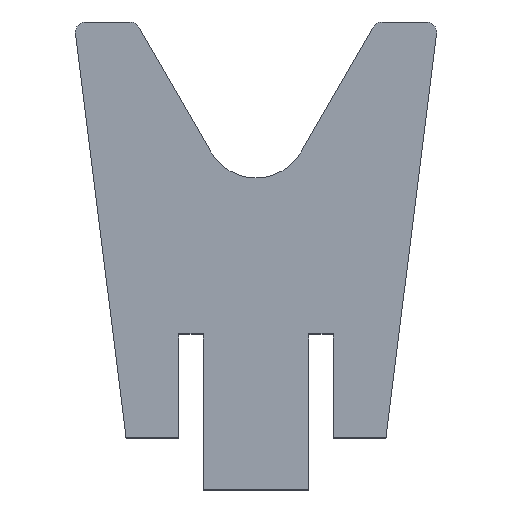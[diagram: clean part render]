
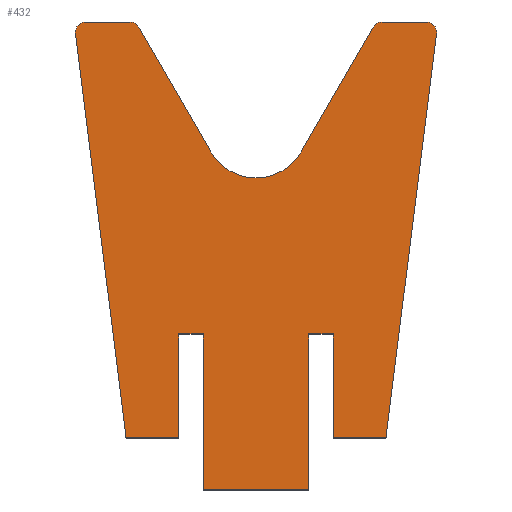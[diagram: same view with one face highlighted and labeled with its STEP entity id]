
A CAD part, top view. The second image highlights one B-rep face of the part: STEP entity #432.
In plain terms, the highlighted planar face has unit normal (0, 0, 1).
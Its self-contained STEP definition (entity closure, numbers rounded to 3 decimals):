
#16=CIRCLE('',#455,10.);
#17=CIRCLE('',#458,2.);
#22=CIRCLE('',#466,2.);
#23=CIRCLE('',#469,2.);
#24=CIRCLE('',#472,2.);
#51=FACE_OUTER_BOUND('',#73,.T.);
#73=EDGE_LOOP('',(#374,#375,#376,#377,#378,#379,#380,#381,#382,#383,#384,
#385,#386,#387,#388,#389,#390,#391,#392,#393));
#76=LINE('',#603,#126);
#80=LINE('',#610,#130);
#83=LINE('',#618,#133);
#87=LINE('',#625,#137);
#90=LINE('',#633,#140);
#92=LINE('',#636,#142);
#98=LINE('',#652,#148);
#103=LINE('',#667,#153);
#112=LINE('',#690,#162);
#116=LINE('',#700,#166);
#118=LINE('',#706,#168);
#119=LINE('',#708,#169);
#120=LINE('',#710,#170);
#121=LINE('',#713,#171);
#123=LINE('',#716,#173);
#126=VECTOR('',#485,10.);
#130=VECTOR('',#491,10.);
#133=VECTOR('',#496,10.);
#137=VECTOR('',#502,10.);
#140=VECTOR('',#507,10.);
#142=VECTOR('',#511,10.);
#148=VECTOR('',#525,10.);
#153=VECTOR('',#538,10.);
#162=VECTOR('',#561,10.);
#166=VECTOR('',#571,10.);
#168=VECTOR('',#579,10.);
#169=VECTOR('',#582,10.);
#170=VECTOR('',#585,10.);
#171=VECTOR('',#588,10.);
#173=VECTOR('',#592,10.);
#176=VERTEX_POINT('',#600);
#177=VERTEX_POINT('',#602);
#179=VERTEX_POINT('',#608);
#182=VERTEX_POINT('',#615);
#183=VERTEX_POINT('',#617);
#185=VERTEX_POINT('',#623);
#188=VERTEX_POINT('',#630);
#189=VERTEX_POINT('',#632);
#192=VERTEX_POINT('',#642);
#193=VERTEX_POINT('',#644);
#195=VERTEX_POINT('',#650);
#196=VERTEX_POINT('',#654);
#197=VERTEX_POINT('',#655);
#201=VERTEX_POINT('',#665);
#208=VERTEX_POINT('',#686);
#209=VERTEX_POINT('',#692);
#210=VERTEX_POINT('',#693);
#211=VERTEX_POINT('',#698);
#212=VERTEX_POINT('',#702);
#213=VERTEX_POINT('',#712);
#216=EDGE_CURVE('',#176,#177,#76,.T.);
#220=EDGE_CURVE('',#176,#179,#80,.T.);
#223=EDGE_CURVE('',#182,#183,#83,.T.);
#227=EDGE_CURVE('',#185,#179,#87,.T.);
#230=EDGE_CURVE('',#188,#189,#90,.T.);
#232=EDGE_CURVE('',#188,#183,#92,.T.);
#236=EDGE_CURVE('',#192,#193,#16,.T.);
#240=EDGE_CURVE('',#192,#195,#98,.T.);
#241=EDGE_CURVE('',#196,#197,#17,.T.);
#247=EDGE_CURVE('',#196,#201,#103,.T.);
#258=EDGE_CURVE('',#208,#201,#22,.T.);
#260=EDGE_CURVE('',#208,#193,#112,.T.);
#261=EDGE_CURVE('',#209,#210,#23,.T.);
#265=EDGE_CURVE('',#209,#211,#116,.T.);
#266=EDGE_CURVE('',#212,#195,#24,.T.);
#268=EDGE_CURVE('',#177,#182,#118,.T.);
#269=EDGE_CURVE('',#211,#189,#119,.T.);
#270=EDGE_CURVE('',#212,#210,#120,.T.);
#271=EDGE_CURVE('',#213,#197,#121,.T.);
#273=EDGE_CURVE('',#213,#185,#123,.T.);
#374=ORIENTED_EDGE('',*,*,#241,.F.);
#375=ORIENTED_EDGE('',*,*,#247,.T.);
#376=ORIENTED_EDGE('',*,*,#258,.F.);
#377=ORIENTED_EDGE('',*,*,#260,.T.);
#378=ORIENTED_EDGE('',*,*,#236,.F.);
#379=ORIENTED_EDGE('',*,*,#240,.T.);
#380=ORIENTED_EDGE('',*,*,#266,.F.);
#381=ORIENTED_EDGE('',*,*,#270,.T.);
#382=ORIENTED_EDGE('',*,*,#261,.F.);
#383=ORIENTED_EDGE('',*,*,#265,.T.);
#384=ORIENTED_EDGE('',*,*,#269,.T.);
#385=ORIENTED_EDGE('',*,*,#230,.F.);
#386=ORIENTED_EDGE('',*,*,#232,.T.);
#387=ORIENTED_EDGE('',*,*,#223,.F.);
#388=ORIENTED_EDGE('',*,*,#268,.F.);
#389=ORIENTED_EDGE('',*,*,#216,.F.);
#390=ORIENTED_EDGE('',*,*,#220,.T.);
#391=ORIENTED_EDGE('',*,*,#227,.F.);
#392=ORIENTED_EDGE('',*,*,#273,.F.);
#393=ORIENTED_EDGE('',*,*,#271,.T.);
#410=PLANE('',#478);
#432=ADVANCED_FACE('',(#51),#410,.T.);
#455=AXIS2_PLACEMENT_3D('',#645,#518,#519);
#458=AXIS2_PLACEMENT_3D('',#656,#528,#529);
#466=AXIS2_PLACEMENT_3D('',#687,#556,#557);
#469=AXIS2_PLACEMENT_3D('',#694,#564,#565);
#472=AXIS2_PLACEMENT_3D('',#703,#574,#575);
#478=AXIS2_PLACEMENT_3D('',#717,#593,#594);
#485=DIRECTION('',(0.,-1.,0.));
#491=DIRECTION('',(1.,0.,0.));
#496=DIRECTION('',(0.,1.,0.));
#502=DIRECTION('',(0.,1.,0.));
#507=DIRECTION('',(0.,-1.,0.));
#511=DIRECTION('',(1.,0.,0.));
#518=DIRECTION('center_axis',(0.,0.,1.));
#519=DIRECTION('ref_axis',(0.,-1.,0.));
#525=DIRECTION('',(-0.5,0.866,0.));
#528=DIRECTION('center_axis',(0.,0.,-1.));
#529=DIRECTION('ref_axis',(0.75,0.662,0.));
#538=DIRECTION('',(-1.,0.,0.));
#556=DIRECTION('center_axis',(0.,0.,-1.));
#557=DIRECTION('ref_axis',(-0.5,0.866,0.));
#561=DIRECTION('',(-0.5,-0.866,0.));
#564=DIRECTION('center_axis',(0.,0.,-1.));
#565=DIRECTION('ref_axis',(-0.75,0.662,0.));
#571=DIRECTION('',(0.124,-0.992,0.));
#574=DIRECTION('center_axis',(0.,0.,-1.));
#575=DIRECTION('ref_axis',(0.5,0.866,0.));
#579=DIRECTION('',(-1.,0.,0.));
#582=DIRECTION('',(1.,0.,0.));
#585=DIRECTION('',(-1.,0.,0.));
#588=DIRECTION('',(0.124,0.992,0.));
#592=DIRECTION('',(-1.,0.,0.));
#593=DIRECTION('center_axis',(0.,0.,1.));
#594=DIRECTION('ref_axis',(1.,0.,0.));
#600=CARTESIAN_POINT('',(110.15,20.,5.));
#602=CARTESIAN_POINT('',(110.15,-10.,5.));
#603=CARTESIAN_POINT('',(110.15,-10.,5.));
#608=CARTESIAN_POINT('',(114.85,20.,5.));
#610=CARTESIAN_POINT('',(115.,20.,5.));
#615=CARTESIAN_POINT('',(89.85,-10.,5.));
#617=CARTESIAN_POINT('',(89.85,20.,5.));
#618=CARTESIAN_POINT('',(89.85,20.,5.));
#623=CARTESIAN_POINT('',(114.85,0.,5.));
#625=CARTESIAN_POINT('',(114.85,0.,5.));
#630=CARTESIAN_POINT('',(85.15,20.,5.));
#632=CARTESIAN_POINT('',(85.15,0.,5.));
#633=CARTESIAN_POINT('',(85.15,0.,5.));
#636=CARTESIAN_POINT('',(85.,20.,5.));
#642=CARTESIAN_POINT('',(91.34,55.,5.));
#644=CARTESIAN_POINT('',(108.66,55.,5.));
#645=CARTESIAN_POINT('Origin',(100.,60.,5.));
#650=CARTESIAN_POINT('',(77.483,79.,5.));
#652=CARTESIAN_POINT('',(100.,40.,5.));
#654=CARTESIAN_POINT('',(132.734,80.,5.));
#655=CARTESIAN_POINT('',(134.719,77.752,5.));
#656=CARTESIAN_POINT('Origin',(132.734,78.,5.));
#665=CARTESIAN_POINT('',(124.249,80.,5.));
#667=CARTESIAN_POINT('',(135.,80.,5.));
#686=CARTESIAN_POINT('',(122.517,79.,5.));
#687=CARTESIAN_POINT('Origin',(124.249,78.,5.));
#690=CARTESIAN_POINT('',(100.,40.,5.));
#692=CARTESIAN_POINT('',(65.281,77.752,5.));
#693=CARTESIAN_POINT('',(67.266,80.,5.));
#694=CARTESIAN_POINT('Origin',(67.266,78.,5.));
#698=CARTESIAN_POINT('',(75.,0.,5.));
#700=CARTESIAN_POINT('',(65.,80.,5.));
#702=CARTESIAN_POINT('',(75.751,80.,5.));
#703=CARTESIAN_POINT('Origin',(75.751,78.,5.));
#706=CARTESIAN_POINT('',(90.,-10.,5.));
#708=CARTESIAN_POINT('',(85.,0.,5.));
#710=CARTESIAN_POINT('',(65.,80.,5.));
#712=CARTESIAN_POINT('',(125.,0.,5.));
#713=CARTESIAN_POINT('',(135.,80.,5.));
#716=CARTESIAN_POINT('',(115.,0.,5.));
#717=CARTESIAN_POINT('Origin',(100.,35.,5.));
